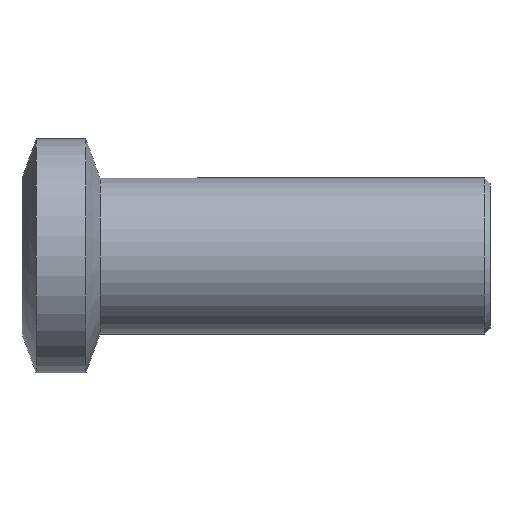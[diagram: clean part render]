
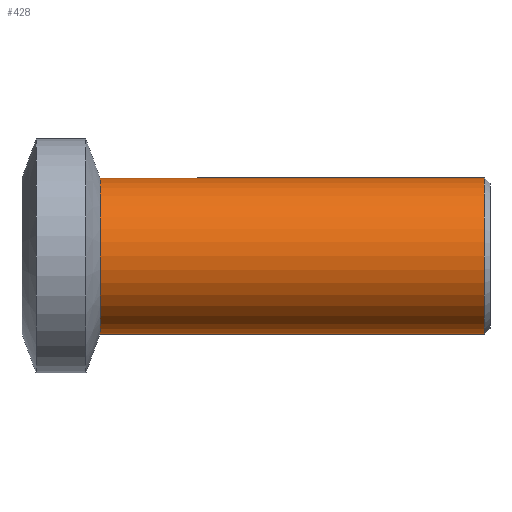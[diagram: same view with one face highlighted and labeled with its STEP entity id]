
A CAD part, left-side view. The second image highlights one B-rep face of the part: STEP entity #428.
In plain terms, the highlighted cylindrical face has radius 4 mm (diameter 8 mm), a partial arc.
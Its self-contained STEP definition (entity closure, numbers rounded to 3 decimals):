
#12 = LINE ( 'NONE', #171, #224 ) ;
#91 = EDGE_CURVE ( 'NONE', #132, #111, #12, .T. ) ;
#111 = VERTEX_POINT ( 'NONE', #155 ) ;
#114 = VERTEX_POINT ( 'NONE', #149 ) ;
#132 = VERTEX_POINT ( 'NONE', #254 ) ;
#133 = VERTEX_POINT ( 'NONE', #253 ) ;
#149 = CARTESIAN_POINT ( 'NONE',  ( 0., 0.3, 4. ) ) ;
#155 = CARTESIAN_POINT ( 'NONE',  ( 0., 0.3, -4. ) ) ;
#160 = DIRECTION ( 'NONE',  ( 0., -1., 0. ) ) ;
#171 = CARTESIAN_POINT ( 'NONE',  ( 0., 0., -4. ) ) ;
#183 = DIRECTION ( 'NONE',  ( 0., 0., -1. ) ) ;
#184 = DIRECTION ( 'NONE',  ( 0., -1., 0. ) ) ;
#185 = AXIS2_PLACEMENT_3D ( 'NONE', #271, #184, #183 ) ;
#186 = CIRCLE ( 'NONE', #185, 4. ) ;
#224 = VECTOR ( 'NONE', #160, 1000. ) ;
#253 = CARTESIAN_POINT ( 'NONE',  ( 0., 20., 4. ) ) ;
#254 = CARTESIAN_POINT ( 'NONE',  ( 0., 20., -4. ) ) ;
#262 = DIRECTION ( 'NONE',  ( 0., -1., 0. ) ) ;
#263 = VECTOR ( 'NONE', #262, 1000. ) ;
#264 = CARTESIAN_POINT ( 'NONE',  ( 0., 0., 4. ) ) ;
#265 = LINE ( 'NONE', #264, #263 ) ;
#271 = CARTESIAN_POINT ( 'NONE',  ( 0., 0.3, 0. ) ) ;
#272 = DIRECTION ( 'NONE',  ( 0., 0., -1. ) ) ;
#273 = DIRECTION ( 'NONE',  ( 0., -1., 0. ) ) ;
#274 = AXIS2_PLACEMENT_3D ( 'NONE', #275, #273, #272 ) ;
#275 = CARTESIAN_POINT ( 'NONE',  ( 0., 0., 0. ) ) ;
#276 = CYLINDRICAL_SURFACE ( 'NONE', #274, 4. ) ;
#277 = FACE_OUTER_BOUND ( 'NONE', #434, .T. ) ;
#278 = DIRECTION ( 'NONE',  ( 0., 0., -1. ) ) ;
#279 = DIRECTION ( 'NONE',  ( 0., -1., 0. ) ) ;
#280 = CARTESIAN_POINT ( 'NONE',  ( 0., 20., 0. ) ) ;
#281 = AXIS2_PLACEMENT_3D ( 'NONE', #280, #279, #278 ) ;
#284 = CIRCLE ( 'NONE', #281, 4. ) ;
#427 = EDGE_CURVE ( 'NONE', #133, #132, #284, .T. ) ;
#428 = ADVANCED_FACE ( 'NONE', ( #277 ), #276, .T. ) ;
#431 = ORIENTED_EDGE ( 'NONE', *, *, #427, .T. ) ;
#432 = EDGE_CURVE ( 'NONE', #114, #111, #186, .T. ) ;
#434 = EDGE_LOOP ( 'NONE', ( #436, #431, #438, #437 ) ) ;
#436 = ORIENTED_EDGE ( 'NONE', *, *, #454, .F. ) ;
#437 = ORIENTED_EDGE ( 'NONE', *, *, #432, .F. ) ;
#438 = ORIENTED_EDGE ( 'NONE', *, *, #91, .T. ) ;
#454 = EDGE_CURVE ( 'NONE', #133, #114, #265, .T. ) ;
